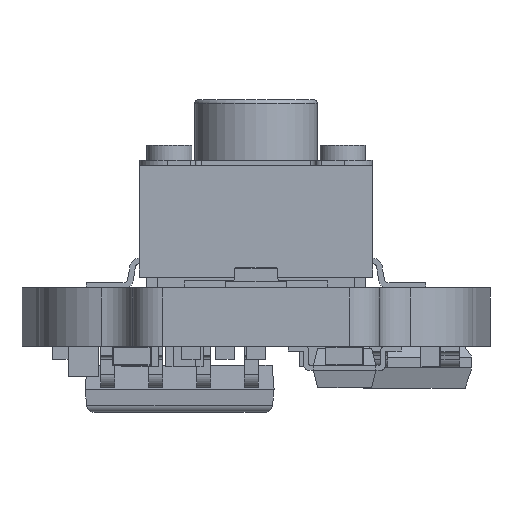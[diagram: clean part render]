
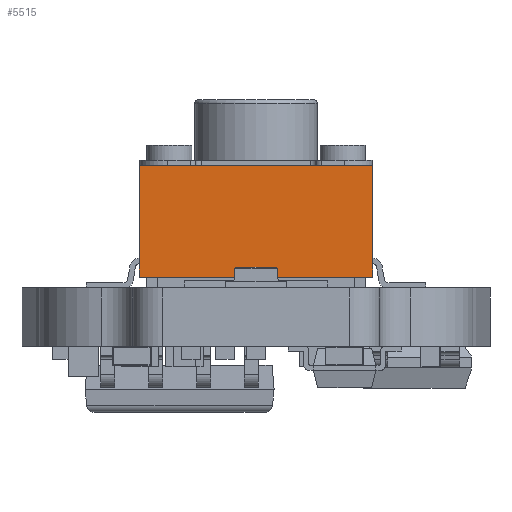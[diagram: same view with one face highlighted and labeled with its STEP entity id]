
A CAD part, front view. The second image highlights one B-rep face of the part: STEP entity #5515.
In plain terms, the highlighted planar face has unit normal (0, -1, 0).
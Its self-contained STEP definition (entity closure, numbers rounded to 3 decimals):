
#4900 = VERTEX_POINT('',#4901);
#4901 = CARTESIAN_POINT('',(3.1,-3.1,0.3));
#4907 = EDGE_CURVE('',#4900,#4908,#4910,.T.);
#4908 = VERTEX_POINT('',#4909);
#4909 = CARTESIAN_POINT('',(-3.1,-3.1,0.3));
#4910 = LINE('',#4911,#4912);
#4911 = CARTESIAN_POINT('',(3.1,-3.1,0.3));
#4912 = VECTOR('',#4913,1.);
#4913 = DIRECTION('',(-1.,0.,0.));
#5028 = VERTEX_POINT('',#5029);
#5029 = CARTESIAN_POINT('',(3.1,-3.1,3.25));
#5035 = EDGE_CURVE('',#5028,#4900,#5036,.T.);
#5036 = LINE('',#5037,#5038);
#5037 = CARTESIAN_POINT('',(3.1,-3.1,3.25));
#5038 = VECTOR('',#5039,1.);
#5039 = DIRECTION('',(0.,0.,-1.));
#5077 = EDGE_CURVE('',#5078,#4908,#5080,.T.);
#5078 = VERTEX_POINT('',#5079);
#5079 = CARTESIAN_POINT('',(-3.1,-3.1,3.25));
#5080 = LINE('',#5081,#5082);
#5081 = CARTESIAN_POINT('',(-3.1,-3.1,3.25));
#5082 = VECTOR('',#5083,1.);
#5083 = DIRECTION('',(0.,0.,-1.));
#5515 = ADVANCED_FACE('',(#5516),#5527,.F.);
#5516 = FACE_BOUND('',#5517,.T.);
#5517 = EDGE_LOOP('',(#5518,#5519,#5520,#5526));
#5518 = ORIENTED_EDGE('',*,*,#4907,.F.);
#5519 = ORIENTED_EDGE('',*,*,#5035,.F.);
#5520 = ORIENTED_EDGE('',*,*,#5521,.F.);
#5521 = EDGE_CURVE('',#5078,#5028,#5522,.T.);
#5522 = LINE('',#5523,#5524);
#5523 = CARTESIAN_POINT('',(-3.1,-3.1,3.25));
#5524 = VECTOR('',#5525,1.);
#5525 = DIRECTION('',(1.,0.,0.));
#5526 = ORIENTED_EDGE('',*,*,#5077,.T.);
#5527 = PLANE('',#5528);
#5528 = AXIS2_PLACEMENT_3D('',#5529,#5530,#5531);
#5529 = CARTESIAN_POINT('',(-3.1,-3.1,3.25));
#5530 = DIRECTION('',(0.,1.,0.));
#5531 = DIRECTION('',(0.,0.,1.));
